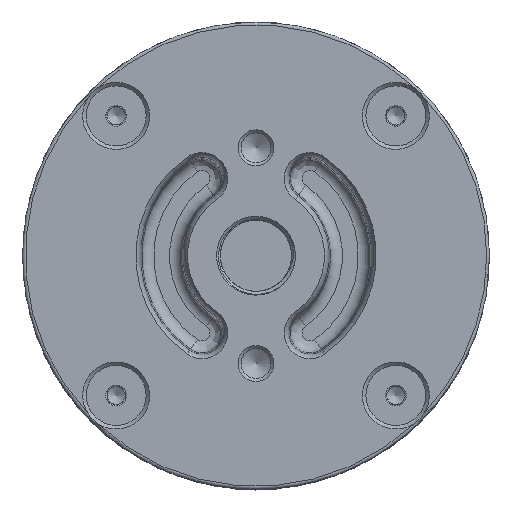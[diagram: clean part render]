
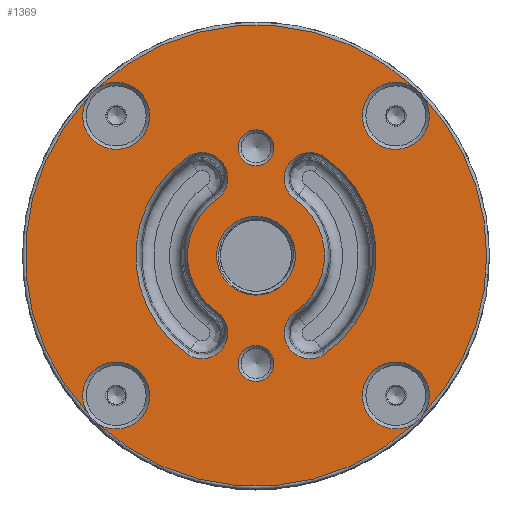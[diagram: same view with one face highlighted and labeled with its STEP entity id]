
A CAD part, top view. The second image highlights one B-rep face of the part: STEP entity #1369.
In plain terms, the highlighted planar face has unit normal (0, 0, 1).
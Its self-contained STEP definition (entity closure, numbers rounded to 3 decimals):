
#1369=ADVANCED_FACE('',(#1938,#1939,#1940,#1941,#1942,#1943),#1599,.T.);
#1599=PLANE('',#5837);
#1938=FACE_BOUND('',#2450,.T.);
#1939=FACE_BOUND('',#2451,.T.);
#1940=FACE_BOUND('',#2452,.T.);
#1941=FACE_BOUND('',#2453,.T.);
#1942=FACE_BOUND('',#2454,.T.);
#1943=FACE_BOUND('',#2455,.T.);
#2450=EDGE_LOOP('',(#3420,#3421));
#2451=EDGE_LOOP('',(#3422,#3423,#3424,#3425));
#2452=EDGE_LOOP('',(#3426));
#2453=EDGE_LOOP('',(#3427));
#2454=EDGE_LOOP('',(#3428,#3429,#3430,#3431,#3432,#3433,#3434,#3435));
#2455=EDGE_LOOP('',(#3436,#3437,#3438,#3439));
#3420=ORIENTED_EDGE('',*,*,#4718,.T.);
#3421=ORIENTED_EDGE('',*,*,#4719,.F.);
#3422=ORIENTED_EDGE('',*,*,#4720,.F.);
#3423=ORIENTED_EDGE('',*,*,#4721,.T.);
#3424=ORIENTED_EDGE('',*,*,#4722,.T.);
#3425=ORIENTED_EDGE('',*,*,#4723,.F.);
#3426=ORIENTED_EDGE('',*,*,#4724,.T.);
#3427=ORIENTED_EDGE('',*,*,#4725,.T.);
#3428=ORIENTED_EDGE('',*,*,#4726,.T.);
#3429=ORIENTED_EDGE('',*,*,#4727,.T.);
#3430=ORIENTED_EDGE('',*,*,#4728,.T.);
#3431=ORIENTED_EDGE('',*,*,#4729,.T.);
#3432=ORIENTED_EDGE('',*,*,#4730,.T.);
#3433=ORIENTED_EDGE('',*,*,#4731,.T.);
#3434=ORIENTED_EDGE('',*,*,#4732,.T.);
#3435=ORIENTED_EDGE('',*,*,#4733,.T.);
#3436=ORIENTED_EDGE('',*,*,#4734,.F.);
#3437=ORIENTED_EDGE('',*,*,#4735,.T.);
#3438=ORIENTED_EDGE('',*,*,#4736,.T.);
#3439=ORIENTED_EDGE('',*,*,#4737,.F.);
#4177=VERTEX_POINT('',#9259);
#4178=VERTEX_POINT('',#9260);
#4179=VERTEX_POINT('',#9263);
#4180=VERTEX_POINT('',#9264);
#4181=VERTEX_POINT('',#9266);
#4182=VERTEX_POINT('',#9268);
#4183=VERTEX_POINT('',#9271);
#4184=VERTEX_POINT('',#9273);
#4185=VERTEX_POINT('',#9275);
#4186=VERTEX_POINT('',#9276);
#4187=VERTEX_POINT('',#9278);
#4188=VERTEX_POINT('',#9280);
#4189=VERTEX_POINT('',#9282);
#4190=VERTEX_POINT('',#9284);
#4191=VERTEX_POINT('',#9286);
#4192=VERTEX_POINT('',#9288);
#4193=VERTEX_POINT('',#9291);
#4194=VERTEX_POINT('',#9292);
#4195=VERTEX_POINT('',#9294);
#4196=VERTEX_POINT('',#9296);
#4718=EDGE_CURVE('',#4177,#4178,#5190,.T.);
#4719=EDGE_CURVE('',#4177,#4178,#5191,.T.);
#4720=EDGE_CURVE('',#4179,#4180,#5192,.T.);
#4721=EDGE_CURVE('',#4179,#4181,#5193,.T.);
#4722=EDGE_CURVE('',#4181,#4182,#5194,.T.);
#4723=EDGE_CURVE('',#4180,#4182,#5195,.T.);
#4724=EDGE_CURVE('',#4183,#4183,#5196,.T.);
#4725=EDGE_CURVE('',#4184,#4184,#5197,.T.);
#4726=EDGE_CURVE('',#4185,#4186,#5198,.T.);
#4727=EDGE_CURVE('',#4186,#4187,#5199,.T.);
#4728=EDGE_CURVE('',#4187,#4188,#5200,.T.);
#4729=EDGE_CURVE('',#4188,#4189,#5201,.T.);
#4730=EDGE_CURVE('',#4189,#4190,#5202,.T.);
#4731=EDGE_CURVE('',#4190,#4191,#5203,.T.);
#4732=EDGE_CURVE('',#4191,#4192,#5204,.T.);
#4733=EDGE_CURVE('',#4192,#4185,#5205,.T.);
#4734=EDGE_CURVE('',#4193,#4194,#5206,.T.);
#4735=EDGE_CURVE('',#4193,#4195,#5207,.T.);
#4736=EDGE_CURVE('',#4195,#4196,#5208,.T.);
#4737=EDGE_CURVE('',#4194,#4196,#5209,.T.);
#5190=CIRCLE('',#5817,6.579);
#5191=CIRCLE('',#5818,6.579);
#5192=CIRCLE('',#5819,11.439);
#5193=CIRCLE('',#5820,4.311);
#5194=CIRCLE('',#5821,20.061);
#5195=CIRCLE('',#5822,4.311);
#5196=CIRCLE('',#5823,3.);
#5197=CIRCLE('',#5824,3.);
#5198=CIRCLE('',#5825,5.6);
#5199=CIRCLE('',#5826,38.5);
#5200=CIRCLE('',#5827,5.6);
#5201=CIRCLE('',#5828,38.5);
#5202=CIRCLE('',#5829,5.6);
#5203=CIRCLE('',#5830,38.5);
#5204=CIRCLE('',#5831,5.6);
#5205=CIRCLE('',#5832,38.5);
#5206=CIRCLE('',#5833,11.439);
#5207=CIRCLE('',#5834,4.311);
#5208=CIRCLE('',#5835,20.061);
#5209=CIRCLE('',#5836,4.311);
#5817=AXIS2_PLACEMENT_3D('',#9258,#7158,#7159);
#5818=AXIS2_PLACEMENT_3D('',#9261,#7160,#7161);
#5819=AXIS2_PLACEMENT_3D('',#9262,#7162,#7163);
#5820=AXIS2_PLACEMENT_3D('',#9265,#7164,#7165);
#5821=AXIS2_PLACEMENT_3D('',#9267,#7166,#7167);
#5822=AXIS2_PLACEMENT_3D('',#9269,#7168,#7169);
#5823=AXIS2_PLACEMENT_3D('',#9270,#7170,#7171);
#5824=AXIS2_PLACEMENT_3D('',#9272,#7172,#7173);
#5825=AXIS2_PLACEMENT_3D('',#9274,#7174,#7175);
#5826=AXIS2_PLACEMENT_3D('',#9277,#7176,#7177);
#5827=AXIS2_PLACEMENT_3D('',#9279,#7178,#7179);
#5828=AXIS2_PLACEMENT_3D('',#9281,#7180,#7181);
#5829=AXIS2_PLACEMENT_3D('',#9283,#7182,#7183);
#5830=AXIS2_PLACEMENT_3D('',#9285,#7184,#7185);
#5831=AXIS2_PLACEMENT_3D('',#9287,#7186,#7187);
#5832=AXIS2_PLACEMENT_3D('',#9289,#7188,#7189);
#5833=AXIS2_PLACEMENT_3D('',#9290,#7190,#7191);
#5834=AXIS2_PLACEMENT_3D('',#9293,#7192,#7193);
#5835=AXIS2_PLACEMENT_3D('',#9295,#7194,#7195);
#5836=AXIS2_PLACEMENT_3D('',#9297,#7196,#7197);
#5837=AXIS2_PLACEMENT_3D('',#9298,#7198,#7199);
#7158=DIRECTION('',(0.,0.,-1.));
#7159=DIRECTION('',(1.,0.,0.));
#7160=DIRECTION('',(0.,0.,1.));
#7161=DIRECTION('',(1.,0.,0.));
#7162=DIRECTION('',(0.,0.,-1.));
#7163=DIRECTION('',(1.,0.,0.));
#7164=DIRECTION('',(0.,0.,-1.));
#7165=DIRECTION('',(-1.,0.,0.));
#7166=DIRECTION('',(0.,0.,-1.));
#7167=DIRECTION('',(-1.,0.,0.));
#7168=DIRECTION('',(0.,0.,1.));
#7169=DIRECTION('',(-1.,0.,0.));
#7170=DIRECTION('',(0.,0.,-1.));
#7171=DIRECTION('',(1.,0.,0.));
#7172=DIRECTION('',(0.,0.,-1.));
#7173=DIRECTION('',(1.,0.,0.));
#7174=DIRECTION('',(0.,0.,-1.));
#7175=DIRECTION('',(-1.,0.,0.));
#7176=DIRECTION('',(0.,0.,1.));
#7177=DIRECTION('',(1.,0.,0.));
#7178=DIRECTION('',(0.,0.,-1.));
#7179=DIRECTION('',(-1.,0.,0.));
#7180=DIRECTION('',(0.,0.,1.));
#7181=DIRECTION('',(1.,0.,0.));
#7182=DIRECTION('',(0.,0.,-1.));
#7183=DIRECTION('',(-1.,0.,0.));
#7184=DIRECTION('',(0.,0.,1.));
#7185=DIRECTION('',(1.,0.,0.));
#7186=DIRECTION('',(0.,0.,-1.));
#7187=DIRECTION('',(-1.,0.,0.));
#7188=DIRECTION('',(0.,0.,1.));
#7189=DIRECTION('',(1.,0.,0.));
#7190=DIRECTION('',(0.,0.,-1.));
#7191=DIRECTION('',(1.,0.,0.));
#7192=DIRECTION('',(0.,0.,-1.));
#7193=DIRECTION('',(-1.,0.,0.));
#7194=DIRECTION('',(0.,0.,-1.));
#7195=DIRECTION('',(-1.,0.,0.));
#7196=DIRECTION('',(0.,0.,1.));
#7197=DIRECTION('',(-1.,0.,0.));
#7198=DIRECTION('',(0.,0.,1.));
#7199=DIRECTION('',(1.,0.,0.));
#9258=CARTESIAN_POINT('',(0.,0.,52.035));
#9259=CARTESIAN_POINT('',(4.778,-4.522,52.035));
#9260=CARTESIAN_POINT('',(4.778,4.522,52.035));
#9261=CARTESIAN_POINT('',(0.,0.,52.035));
#9262=CARTESIAN_POINT('',(0.,0.,52.035));
#9263=CARTESIAN_POINT('',(-6.561,-9.37,52.035));
#9264=CARTESIAN_POINT('',(-6.561,9.37,52.035));
#9265=CARTESIAN_POINT('',(-9.034,-12.902,52.035));
#9266=CARTESIAN_POINT('',(-11.506,-16.433,52.035));
#9267=CARTESIAN_POINT('',(0.,0.,52.035));
#9268=CARTESIAN_POINT('',(-11.506,16.433,52.035));
#9269=CARTESIAN_POINT('',(-9.034,12.902,52.035));
#9270=CARTESIAN_POINT('',(0.,18.,52.035));
#9271=CARTESIAN_POINT('',(3.,18.,52.035));
#9272=CARTESIAN_POINT('',(0.,-18.,52.035));
#9273=CARTESIAN_POINT('',(3.,-18.,52.035));
#9274=CARTESIAN_POINT('',(23.335,-23.335,52.035));
#9275=CARTESIAN_POINT('',(26.407,-28.016,52.035));
#9276=CARTESIAN_POINT('',(28.016,-26.407,52.035));
#9277=CARTESIAN_POINT('',(0.,0.,52.035));
#9278=CARTESIAN_POINT('',(28.016,26.407,52.035));
#9279=CARTESIAN_POINT('',(23.335,23.335,52.035));
#9280=CARTESIAN_POINT('',(26.407,28.016,52.035));
#9281=CARTESIAN_POINT('',(0.,0.,52.035));
#9282=CARTESIAN_POINT('',(-26.407,28.016,52.035));
#9283=CARTESIAN_POINT('',(-23.335,23.335,52.035));
#9284=CARTESIAN_POINT('',(-28.016,26.407,52.035));
#9285=CARTESIAN_POINT('',(0.,0.,52.035));
#9286=CARTESIAN_POINT('',(-28.016,-26.407,52.035));
#9287=CARTESIAN_POINT('',(-23.335,-23.335,52.035));
#9288=CARTESIAN_POINT('',(-26.407,-28.016,52.035));
#9289=CARTESIAN_POINT('',(0.,0.,52.035));
#9290=CARTESIAN_POINT('',(0.,0.,52.035));
#9291=CARTESIAN_POINT('',(6.561,9.37,52.035));
#9292=CARTESIAN_POINT('',(6.561,-9.37,52.035));
#9293=CARTESIAN_POINT('',(9.034,12.902,52.035));
#9294=CARTESIAN_POINT('',(11.506,16.433,52.035));
#9295=CARTESIAN_POINT('',(0.,0.,52.035));
#9296=CARTESIAN_POINT('',(11.506,-16.433,52.035));
#9297=CARTESIAN_POINT('',(9.034,-12.902,52.035));
#9298=CARTESIAN_POINT('',(0.,0.,52.035));
